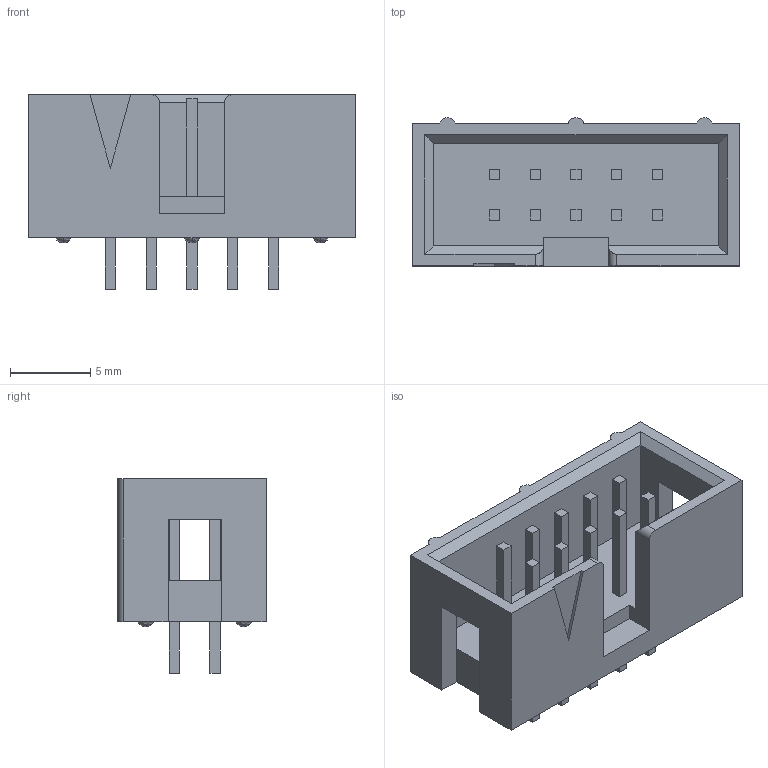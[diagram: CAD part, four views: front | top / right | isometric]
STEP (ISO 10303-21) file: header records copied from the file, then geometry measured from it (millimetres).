
FILE_DESCRIPTION((''),'2;1');
FILE_NAME('C-1761681-3','2016-04-15T',('workeradm'),('Tyco Electronics Ltd.'),'CREO PARAMETRIC BY PTC INC, 2015200','CREO PARAMETRIC BY PTC INC, 2015200','');
FILE_SCHEMA(('AUTOMOTIVE_DESIGN { 1 0 10303 214 1 1 1 1 }'));
Length unit declared in the file: millimetre
Products named in the file (1): C-1761681-3
Bounding box: 20.32 x 9.22 x 12.12 mm (x, y, z)
Volume: 814.9 mm3; surface area: 1364.2 mm2
Topology: 1 solids, 1 shells, 158 faces, 395 edges, 260 vertices
Faces by surface type: plane 143, bspline 10, cylinder 5
Entity records: 4937 total; most frequent: CARTESIAN_POINT 1110, ORIENTED_EDGE 790, DIRECTION 725, EDGE_CURVE 395, VECTOR 355, LINE 355, VERTEX_POINT 260, AXIS2_PLACEMENT_3D 185
